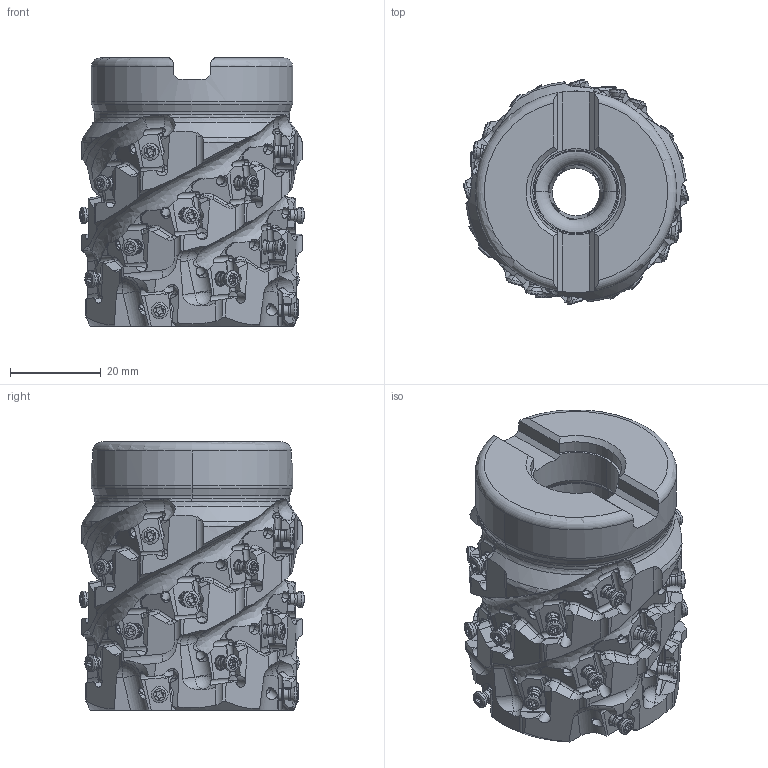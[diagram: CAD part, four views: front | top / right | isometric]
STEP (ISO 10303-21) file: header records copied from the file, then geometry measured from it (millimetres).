
FILE_DESCRIPTION(/* description */ (''),/* implementation_level */ '2;1');
FILE_NAME(/* name */ 'VPX200UR2_0004AA1624.stp',/* time_stamp */ '2021-06-22T11:12:44+09:00',/* author */ (''),/* organization */ (''),/* preprocessor_version */ 'ST-DEVELOPER v16',/* originating_system */ 'SIEMENS PLM Software NX 10.0',/* authorisation */ '');
FILE_SCHEMA (('AUTOMOTIVE_DESIGN { 1 0 10303 214 3 1 1 1 }'));
Products named in the file (1): VPX200UR2_0004AA1624_ASM
Bounding box: 49.52 x 49.52 x 59.12 mm (x, y, z)
Volume: 74164.7 mm3; surface area: 22439.1 mm2
Topology: 25 solids, 25 shells, 2610 faces, 7318 edges, 4671 vertices
Faces by surface type: cylinder 1204, plane 598, cone 348, torus 222, sphere 156, extrusion 56, bspline 26
Entity records: 104618 total; most frequent: CARTESIAN_POINT 39114, ORIENTED_EDGE 14252, DIRECTION 13100, EDGE_CURVE 7126, AXIS2_PLACEMENT_3D 5363, VERTEX_POINT 4644, EDGE_LOOP 2738, ADVANCED_FACE 2610
